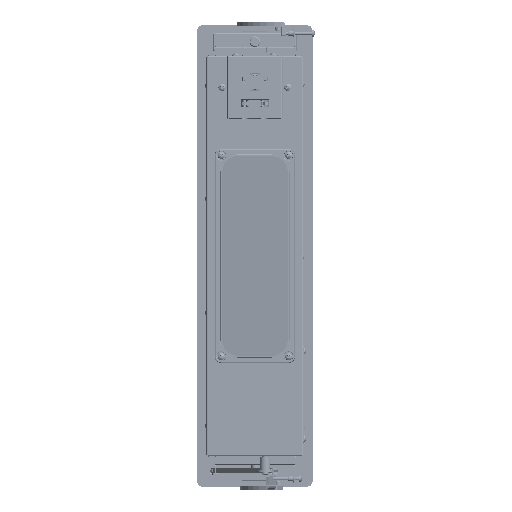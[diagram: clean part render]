
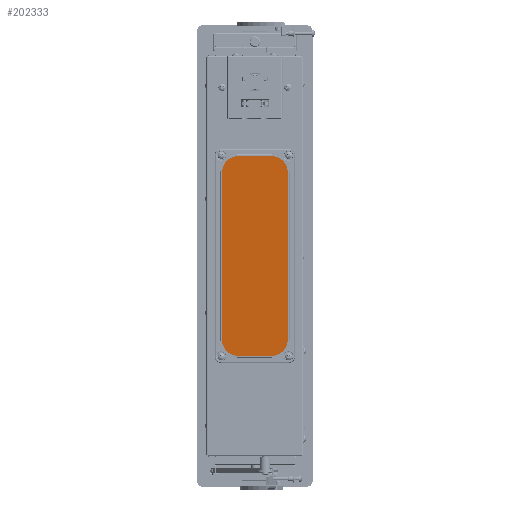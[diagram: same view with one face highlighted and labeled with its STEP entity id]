
A CAD part, front view. The second image highlights one B-rep face of the part: STEP entity #202333.
In plain terms, the highlighted planar face has unit normal (0.862, -0.507, 0).
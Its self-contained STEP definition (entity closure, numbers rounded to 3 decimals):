
#6667 = VERTEX_POINT ( 'NONE', #246772 ) ;
#11313 = EDGE_CURVE ( 'NONE', #219333, #36709, #245805, .T. ) ;
#12829 = VECTOR ( 'NONE', #229469, 1000. ) ;
#21379 = ORIENTED_EDGE ( 'NONE', *, *, #274152, .T. ) ;
#27784 = CARTESIAN_POINT ( 'NONE',  ( -245.338, -76.594, 197.4 ) ) ;
#30024 = CARTESIAN_POINT ( 'NONE',  ( -342.982, -242.491, -232.5 ) ) ;
#36709 = VERTEX_POINT ( 'NONE', #181949 ) ;
#50926 = VECTOR ( 'NONE', #174641, 1000. ) ;
#78904 = EDGE_LOOP ( 'NONE', ( #182715, #21379, #99373, #147261 ) ) ;
#99373 = ORIENTED_EDGE ( 'NONE', *, *, #127824, .T. ) ;
#109840 = VECTOR ( 'NONE', #239957, 1000. ) ;
#116807 = LINE ( 'NONE', #218677, #109840 ) ;
#123100 = PLANE ( 'NONE',  #234625 ) ;
#124052 = CARTESIAN_POINT ( 'NONE',  ( -342.982, -242.491, 198.4 ) ) ;
#127824 = EDGE_CURVE ( 'NONE', #158916, #219333, #116807, .T. ) ;
#130088 = CARTESIAN_POINT ( 'NONE',  ( -245.338, -76.594, 198.4 ) ) ;
#144697 = DIRECTION ( 'NONE',  ( 0., 0., -1. ) ) ;
#144721 = FACE_OUTER_BOUND ( 'NONE', #78904, .T. ) ;
#146317 = DIRECTION ( 'NONE',  ( 0., 0., 1. ) ) ;
#147261 = ORIENTED_EDGE ( 'NONE', *, *, #11313, .T. ) ;
#158916 = VERTEX_POINT ( 'NONE', #27784 ) ;
#168693 = LINE ( 'NONE', #130088, #50926 ) ;
#174641 = DIRECTION ( 'NONE',  ( 0., 0., 1. ) ) ;
#178825 = CARTESIAN_POINT ( 'NONE',  ( -342.475, -241.629, 197.4 ) ) ;
#181949 = CARTESIAN_POINT ( 'NONE',  ( -342.475, -241.629, -232.5 ) ) ;
#182715 = ORIENTED_EDGE ( 'NONE', *, *, #262402, .T. ) ;
#202333 = ADVANCED_FACE ( 'NONE', ( #144721 ), #123100, .F. ) ;
#211488 = CARTESIAN_POINT ( 'NONE',  ( -342.475, -241.629, 198.4 ) ) ;
#218677 = CARTESIAN_POINT ( 'NONE',  ( -342.982, -242.491, 197.4 ) ) ;
#219333 = VERTEX_POINT ( 'NONE', #178825 ) ;
#229469 = DIRECTION ( 'NONE',  ( 0.507, 0.862, 0. ) ) ;
#232003 = VECTOR ( 'NONE', #144697, 1000. ) ;
#234625 = AXIS2_PLACEMENT_3D ( 'NONE', #124052, #278915, #146317 ) ;
#239957 = DIRECTION ( 'NONE',  ( -0.507, -0.862, 0. ) ) ;
#245805 = LINE ( 'NONE', #211488, #232003 ) ;
#246772 = CARTESIAN_POINT ( 'NONE',  ( -245.338, -76.594, -232.5 ) ) ;
#248372 = LINE ( 'NONE', #30024, #12829 ) ;
#262402 = EDGE_CURVE ( 'NONE', #36709, #6667, #248372, .T. ) ;
#274152 = EDGE_CURVE ( 'NONE', #6667, #158916, #168693, .T. ) ;
#278915 = DIRECTION ( 'NONE',  ( -0.862, 0.507, 0. ) ) ;
